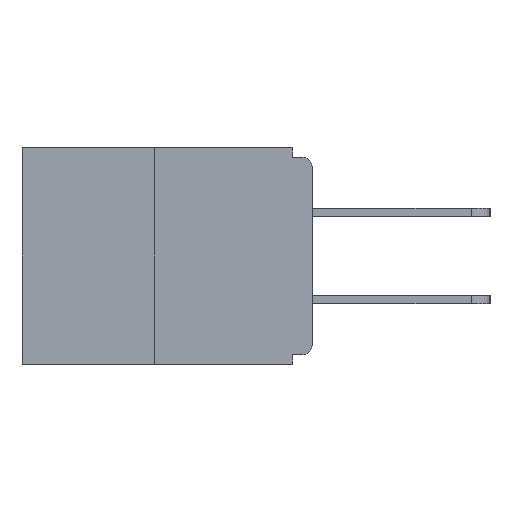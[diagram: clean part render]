
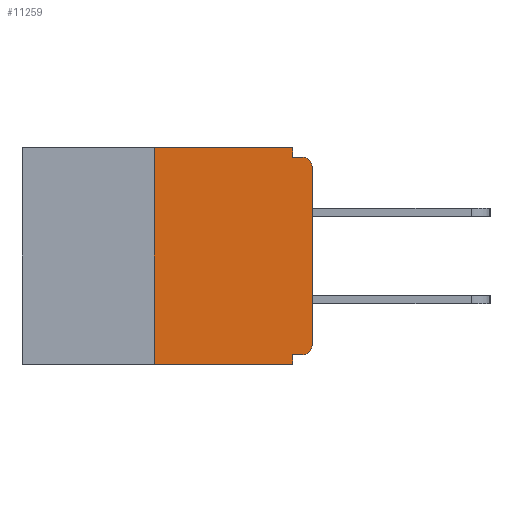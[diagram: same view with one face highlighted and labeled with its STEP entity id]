
A CAD part, left-side view. The second image highlights one B-rep face of the part: STEP entity #11259.
In plain terms, the highlighted planar face has unit normal (-1, 0, 0).
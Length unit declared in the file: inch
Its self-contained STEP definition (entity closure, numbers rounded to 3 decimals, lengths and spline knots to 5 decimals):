
#36 = CARTESIAN_POINT ( 'NONE',  ( 0., 0.25, -0.343 ) ) ;
#531 = DIRECTION ( 'NONE',  ( 0., 0., 1. ) ) ;
#1323 = VERTEX_POINT ( 'NONE', #23160 ) ;
#1379 = VERTEX_POINT ( 'NONE', #18048 ) ;
#1397 = VECTOR ( 'NONE', #6129, 39.37008 ) ;
#1431 = DIRECTION ( 'NONE',  ( 0., 0., -1. ) ) ;
#1449 = LINE ( 'NONE', #24417, #13328 ) ;
#2311 = EDGE_LOOP ( 'NONE', ( #12398, #12549, #11163, #8613, #23571, #21860, #17833, #10981, #13333, #22141 ) ) ;
#2495 = EDGE_CURVE ( 'NONE', #6954, #18782, #6725, .T. ) ;
#2650 = CARTESIAN_POINT ( 'NONE',  ( 0., 0., -0.015 ) ) ;
#4022 = CARTESIAN_POINT ( 'NONE',  ( 0., 0.25, 0. ) ) ;
#4027 = CARTESIAN_POINT ( 'NONE',  ( 0., 0.015, -0.328 ) ) ;
#4296 = DIRECTION ( 'NONE',  ( 0., 0., -1. ) ) ;
#4313 = CARTESIAN_POINT ( 'NONE',  ( 0., 0., -0.328 ) ) ;
#4780 = CARTESIAN_POINT ( 'NONE',  ( 0., 0.031, 0. ) ) ;
#4814 = CARTESIAN_POINT ( 'NONE',  ( 0., 0.46, 0. ) ) ;
#5793 = LINE ( 'NONE', #4780, #12302 ) ;
#6129 = DIRECTION ( 'NONE',  ( 0., 1., 0. ) ) ;
#6199 = DIRECTION ( 'NONE',  ( -1., 0., 0. ) ) ;
#6478 = EDGE_CURVE ( 'NONE', #21287, #13732, #18056, .T. ) ;
#6725 = LINE ( 'NONE', #4814, #12384 ) ;
#6954 = VERTEX_POINT ( 'NONE', #4022 ) ;
#7074 = CARTESIAN_POINT ( 'NONE',  ( 0., 0.015, -0.03 ) ) ;
#7167 = CARTESIAN_POINT ( 'NONE',  ( 0., 0., -0.313 ) ) ;
#8317 = EDGE_CURVE ( 'NONE', #1323, #15538, #12044, .T. ) ;
#8471 = EDGE_CURVE ( 'NONE', #18782, #1323, #5793, .T. ) ;
#8613 = ORIENTED_EDGE ( 'NONE', *, *, #9295, .F. ) ;
#9057 = CARTESIAN_POINT ( 'NONE',  ( 0., 0.015, -0.015 ) ) ;
#9295 = EDGE_CURVE ( 'NONE', #16364, #1379, #17927, .T. ) ;
#10352 = DIRECTION ( 'NONE',  ( 0., 0., -1. ) ) ;
#10644 = DIRECTION ( 'NONE',  ( 0., -1., 0. ) ) ;
#10678 = EDGE_CURVE ( 'NONE', #13732, #19455, #1449, .T. ) ;
#10981 = ORIENTED_EDGE ( 'NONE', *, *, #21603, .T. ) ;
#11043 = DIRECTION ( 'NONE',  ( 0., 0., 1. ) ) ;
#11163 = ORIENTED_EDGE ( 'NONE', *, *, #13671, .T. ) ;
#11259 = ADVANCED_FACE ( 'NONE', ( #18654 ), #22472, .F. ) ;
#11446 = CARTESIAN_POINT ( 'NONE',  ( 0., 0.031, 0. ) ) ;
#11562 = EDGE_CURVE ( 'NONE', #21287, #16364, #13572, .T. ) ;
#11908 = CARTESIAN_POINT ( 'NONE',  ( 0., 0., -0.03 ) ) ;
#11929 = AXIS2_PLACEMENT_3D ( 'NONE', #7074, #14766, #18710 ) ;
#12015 = CARTESIAN_POINT ( 'NONE',  ( 0., 0.015, -0.313 ) ) ;
#12044 = LINE ( 'NONE', #2650, #20037 ) ;
#12302 = VECTOR ( 'NONE', #10352, 39.37008 ) ;
#12384 = VECTOR ( 'NONE', #18109, 39.37008 ) ;
#12398 = ORIENTED_EDGE ( 'NONE', *, *, #2495, .F. ) ;
#12549 = ORIENTED_EDGE ( 'NONE', *, *, #16351, .F. ) ;
#12640 = VERTEX_POINT ( 'NONE', #36 ) ;
#13328 = VECTOR ( 'NONE', #11043, 39.37008 ) ;
#13333 = ORIENTED_EDGE ( 'NONE', *, *, #8317, .F. ) ;
#13572 = LINE ( 'NONE', #4313, #1397 ) ;
#13671 = EDGE_CURVE ( 'NONE', #12640, #1379, #17373, .T. ) ;
#13732 = VERTEX_POINT ( 'NONE', #7167 ) ;
#14535 = CARTESIAN_POINT ( 'NONE',  ( 0., 0.46, -0.343 ) ) ;
#14766 = DIRECTION ( 'NONE',  ( -1., 0., 0. ) ) ;
#14852 = CARTESIAN_POINT ( 'NONE',  ( 0., 0.031, -0.343 ) ) ;
#14972 = CIRCLE ( 'NONE', #11929, 0.015 ) ;
#15538 = VERTEX_POINT ( 'NONE', #9057 ) ;
#16040 = CARTESIAN_POINT ( 'NONE',  ( 0., 0.031, -0.328 ) ) ;
#16351 = EDGE_CURVE ( 'NONE', #12640, #6954, #22050, .T. ) ;
#16364 = VERTEX_POINT ( 'NONE', #16040 ) ;
#16684 = DIRECTION ( 'NONE',  ( 1., 0., 0. ) ) ;
#17326 = VECTOR ( 'NONE', #1431, 39.37008 ) ;
#17373 = LINE ( 'NONE', #14535, #17980 ) ;
#17833 = ORIENTED_EDGE ( 'NONE', *, *, #10678, .T. ) ;
#17927 = LINE ( 'NONE', #14852, #17326 ) ;
#17980 = VECTOR ( 'NONE', #10644, 39.37008 ) ;
#18048 = CARTESIAN_POINT ( 'NONE',  ( 0., 0.031, -0.343 ) ) ;
#18056 = CIRCLE ( 'NONE', #19256, 0.015 ) ;
#18109 = DIRECTION ( 'NONE',  ( 0., -1., 0. ) ) ;
#18654 = FACE_OUTER_BOUND ( 'NONE', #2311, .T. ) ;
#18710 = DIRECTION ( 'NONE',  ( 0., 0., -1. ) ) ;
#18782 = VERTEX_POINT ( 'NONE', #11446 ) ;
#19256 = AXIS2_PLACEMENT_3D ( 'NONE', #12015, #6199, #4296 ) ;
#19455 = VERTEX_POINT ( 'NONE', #11908 ) ;
#19669 = DIRECTION ( 'NONE',  ( 0., -1., 0. ) ) ;
#20037 = VECTOR ( 'NONE', #19669, 39.37008 ) ;
#20276 = VECTOR ( 'NONE', #531, 39.37008 ) ;
#21287 = VERTEX_POINT ( 'NONE', #4027 ) ;
#21371 = CARTESIAN_POINT ( 'NONE',  ( 0., 0.25, 0. ) ) ;
#21603 = EDGE_CURVE ( 'NONE', #19455, #15538, #14972, .T. ) ;
#21860 = ORIENTED_EDGE ( 'NONE', *, *, #6478, .T. ) ;
#22050 = LINE ( 'NONE', #21371, #20276 ) ;
#22141 = ORIENTED_EDGE ( 'NONE', *, *, #8471, .F. ) ;
#22311 = CARTESIAN_POINT ( 'NONE',  ( 0., 0.46, 0. ) ) ;
#22387 = DIRECTION ( 'NONE',  ( 0., 0., -1. ) ) ;
#22472 = PLANE ( 'NONE',  #23095 ) ;
#23095 = AXIS2_PLACEMENT_3D ( 'NONE', #22311, #16684, #22387 ) ;
#23160 = CARTESIAN_POINT ( 'NONE',  ( 0., 0.031, -0.015 ) ) ;
#23571 = ORIENTED_EDGE ( 'NONE', *, *, #11562, .F. ) ;
#24417 = CARTESIAN_POINT ( 'NONE',  ( 0., 0., 0. ) ) ;
